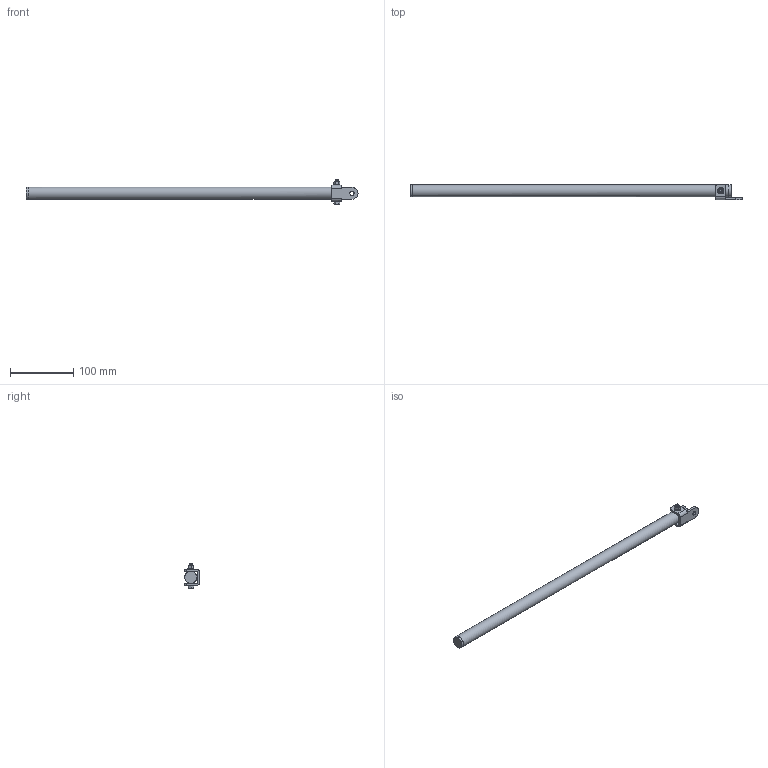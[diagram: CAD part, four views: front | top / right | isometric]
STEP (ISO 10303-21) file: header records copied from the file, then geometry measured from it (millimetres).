
FILE_DESCRIPTION(/* description */ (''),/* implementation_level */ '2;1');
FILE_NAME(/* name */ 'LA00009_A.stp',/* time_stamp */ '2020-06-16T10:47:38-04:00',/* author */ ('James'),/* organization */ (''),/* preprocessor_version */ 'ST-DEVELOPER v16.5',/* originating_system */ 'Autodesk Inventor 2017',/* authorisation */ '');
FILE_SCHEMA (('AUTOMOTIVE_DESIGN { 1 0 10303 214 3 1 1 }'));
Length unit declared in the file: inch
Products named in the file (1): LA00009_A
Bounding box: 522.99 x 24.13 x 38.5 mm (x, y, z)
Volume: 149478.8 mm3; surface area: 34701.2 mm2
Topology: 1 solids, 1 shells, 79 faces, 197 edges, 124 vertices
Faces by surface type: plane 36, cylinder 21, cone 19, bspline 2, torus 1
Full cylindrical faces by diameter (mm): 6.756 x1, 10 x2, 19.05 x3
Entity records: 5456 total; most frequent: CARTESIAN_POINT 3692, ORIENTED_EDGE 376, DIRECTION 346, EDGE_CURVE 184, AXIS2_PLACEMENT_3D 138, VERTEX_POINT 120, EDGE_LOOP 96, FACE_OUTER_BOUND 79
